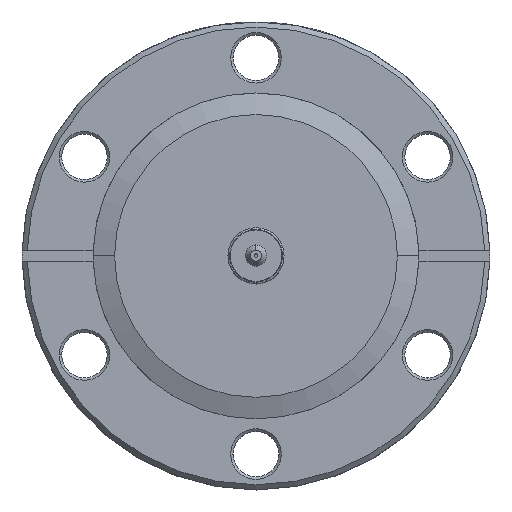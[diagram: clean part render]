
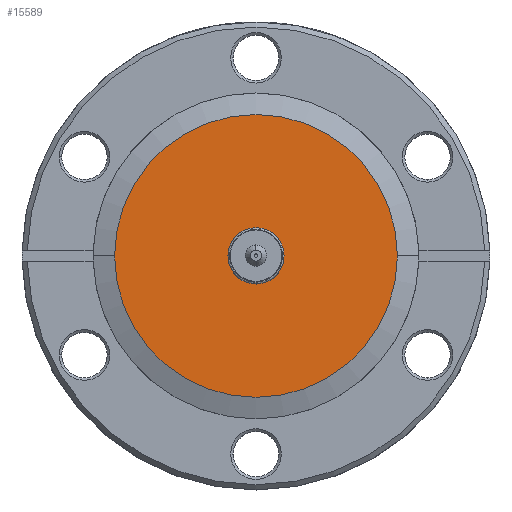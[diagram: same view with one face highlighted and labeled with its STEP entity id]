
A CAD part, top view. The second image highlights one B-rep face of the part: STEP entity #15589.
In plain terms, the highlighted planar face has unit normal (0, 0, 1).
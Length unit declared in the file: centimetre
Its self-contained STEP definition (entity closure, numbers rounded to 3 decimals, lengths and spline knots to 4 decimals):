
#12398 = EDGE_CURVE ( 'NONE', #43113, #43116, #17498, .T. ) ;
#12407 = EDGE_CURVE ( 'NONE', #34712, #34712, #17515, .T. ) ;
#12410 = EDGE_CURVE ( 'NONE', #43116, #43113, #17521, .T. ) ;
#15589 = ADVANCED_FACE ( 'NONE', ( #70003, #70012 ), #28228, .T. ) ;
#17498 = CIRCLE ( 'NONE', #21041, 2.0955 ) ;
#17515 = CIRCLE ( 'NONE', #21044, 0.4166 ) ;
#17521 = CIRCLE ( 'NONE', #21045, 2.0955 ) ;
#18192 = ORIENTED_EDGE ( 'NONE', *, *, #12407, .T. ) ;
#18209 = ORIENTED_EDGE ( 'NONE', *, *, #12410, .T. ) ;
#18210 = ORIENTED_EDGE ( 'NONE', *, *, #12398, .T. ) ;
#18908 = CARTESIAN_POINT ( 'NONE',  ( 2.0955, 0., -0.1295 ) ) ;
#18910 = CARTESIAN_POINT ( 'NONE',  ( -2.0955, 0., -0.1295 ) ) ;
#20090 = CARTESIAN_POINT ( 'NONE',  ( 0., 0.4166, -0.1295 ) ) ;
#21041 = AXIS2_PLACEMENT_3D ( 'NONE', #57035, #57555, #57218 ) ;
#21044 = AXIS2_PLACEMENT_3D ( 'NONE', #57421, #57428, #57118 ) ;
#21045 = AXIS2_PLACEMENT_3D ( 'NONE', #57146, #57690, #57607 ) ;
#28228 = PLANE ( 'NONE',  #56609 ) ;
#28230 = CARTESIAN_POINT ( 'NONE',  ( 0., -0.7468, -0.1295 ) ) ;
#28235 = DIRECTION ( 'NONE',  ( 0., 0., 1. ) ) ;
#28236 = DIRECTION ( 'NONE',  ( 0., -1., 0. ) ) ;
#34712 = VERTEX_POINT ( 'NONE', #20090 ) ;
#36953 = EDGE_LOOP ( 'NONE', ( #18192 ) ) ;
#41272 = EDGE_LOOP ( 'NONE', ( #18209, #18210 ) ) ;
#43113 = VERTEX_POINT ( 'NONE', #18908 ) ;
#43116 = VERTEX_POINT ( 'NONE', #18910 ) ;
#56609 = AXIS2_PLACEMENT_3D ( 'NONE', #28230, #28235, #28236 ) ;
#57035 = CARTESIAN_POINT ( 'NONE',  ( 0., 0., -0.1295 ) ) ;
#57118 = DIRECTION ( 'NONE',  ( 0., 1., 0. ) ) ;
#57146 = CARTESIAN_POINT ( 'NONE',  ( 0., 0., -0.1295 ) ) ;
#57218 = DIRECTION ( 'NONE',  ( -1., 0., 0. ) ) ;
#57421 = CARTESIAN_POINT ( 'NONE',  ( 0., 0., -0.1295 ) ) ;
#57428 = DIRECTION ( 'NONE',  ( 0., 0., -1. ) ) ;
#57555 = DIRECTION ( 'NONE',  ( 0., 0., 1. ) ) ;
#57607 = DIRECTION ( 'NONE',  ( -1., 0., 0. ) ) ;
#57690 = DIRECTION ( 'NONE',  ( 0., 0., 1. ) ) ;
#70003 = FACE_OUTER_BOUND ( 'NONE', #41272, .T. ) ;
#70012 = FACE_BOUND ( 'NONE', #36953, .T. ) ;
